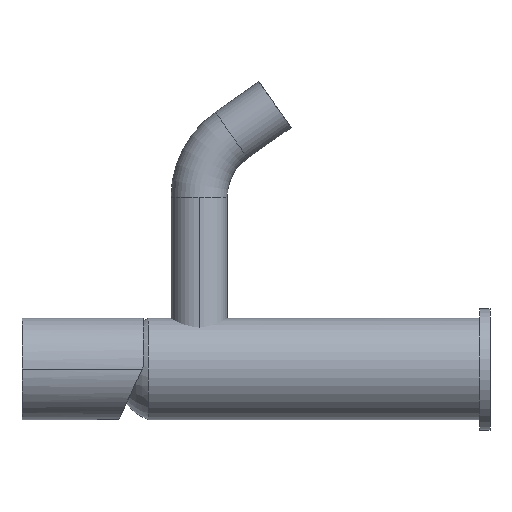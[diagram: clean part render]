
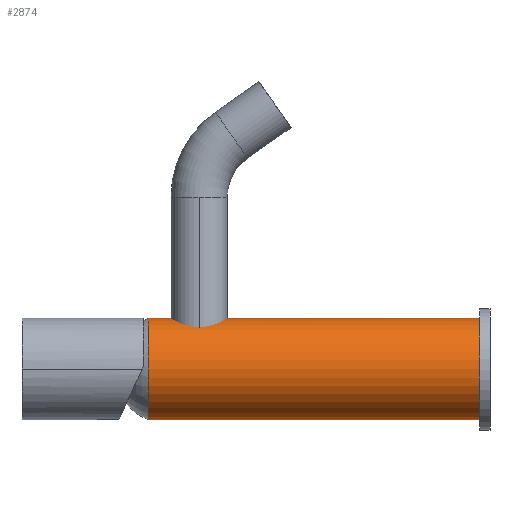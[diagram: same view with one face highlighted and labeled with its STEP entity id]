
A CAD part, left-side view. The second image highlights one B-rep face of the part: STEP entity #2874.
In plain terms, the highlighted cylindrical face has radius 20 mm (diameter 40 mm), a partial arc.
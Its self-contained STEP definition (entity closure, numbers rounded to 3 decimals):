
#859 = ORIENTED_EDGE ( 'NONE', *, *, #46268, .T. ) ;
#1391 = CARTESIAN_POINT ( 'NONE',  ( 0., 135., 0. ) ) ;
#1857 = AXIS2_PLACEMENT_3D ( 'NONE', #11133, #41209, #15443 ) ;
#2142 = CARTESIAN_POINT ( 'NONE',  ( -3.765, 107.793, 19.645 ) ) ;
#2172 = LINE ( 'NONE', #45256, #12174 ) ;
#2331 = CARTESIAN_POINT ( 'NONE',  ( -5.813, 115.272, 19.137 ) ) ;
#2501 = CARTESIAN_POINT ( 'NONE',  ( -2.862, 119.213, 19.795 ) ) ;
#2874 = ADVANCED_FACE ( 'NONE', ( #14910 ), #13571, .T. ) ;
#2993 = VERTEX_POINT ( 'NONE', #30243 ) ;
#3057 = B_SPLINE_CURVE_WITH_KNOTS ( 'NONE', 3,
 ( #10518, #40620, #14855, #44938, #19191, #49259, #23517, #53593, #27838, #2142, #32185, #6442, #36490, #10702, #40791, #15046, #45117, #19364, #49432, #23704, #53769, #28016, #2331, #32357, #6617, #36666, #10901, #40968, #15217, #45315, #19550, #49608, #23877, #53955, #28212, #2501, #32534, #6805, #36850, #11091, #41163, #15403, #45504, #19737 ),
 .UNSPECIFIED., .F., .F.,
 ( 4, 2, 2, 2, 2, 2, 2, 2, 2, 2, 2, 2, 2, 2, 2, 2, 2, 2, 2, 2, 2, 4 ),
 ( 0., 0.001, 0.002, 0.003, 0.004, 0.005, 0.006, 0.008, 0.009, 0.01, 0.011, 0.013, 0.013, 0.014, 0.015, 0.016, 0.017, 0.017, 0.018, 0.019, 0.02, 0.02 ),
 .UNSPECIFIED. ) ;
#3765 = CARTESIAN_POINT ( 'NONE',  ( 0., 0., 0. ) ) ;
#5038 = EDGE_CURVE ( 'NONE', #44774, #32343, #30227, .T. ) ;
#5710 = DIRECTION ( 'NONE',  ( 0., 0., -1. ) ) ;
#5845 = ORIENTED_EDGE ( 'NONE', *, *, #5038, .F. ) ;
#6232 = CIRCLE ( 'NONE', #44596, 20. ) ;
#6442 = CARTESIAN_POINT ( 'NONE',  ( -4.558, 108.777, 19.476 ) ) ;
#6464 = VERTEX_POINT ( 'NONE', #9402 ) ;
#6617 = CARTESIAN_POINT ( 'NONE',  ( -5.554, 116.084, 19.213 ) ) ;
#6805 = CARTESIAN_POINT ( 'NONE',  ( -2.091, 119.574, 19.894 ) ) ;
#7793 = CARTESIAN_POINT ( 'NONE',  ( 0., 0., -20. ) ) ;
#9402 = CARTESIAN_POINT ( 'NONE',  ( 0., 135., 20. ) ) ;
#10518 = CARTESIAN_POINT ( 'NONE',  ( 0., 106.072, 20. ) ) ;
#10702 = CARTESIAN_POINT ( 'NONE',  ( -5.185, 109.883, 19.317 ) ) ;
#10901 = CARTESIAN_POINT ( 'NONE',  ( -5.301, 116.667, 19.285 ) ) ;
#11091 = CARTESIAN_POINT ( 'NONE',  ( -1.063, 119.839, 19.973 ) ) ;
#11133 = CARTESIAN_POINT ( 'NONE',  ( 0., 0., 0. ) ) ;
#11578 = ORIENTED_EDGE ( 'NONE', *, *, #25934, .T. ) ;
#12061 = DIRECTION ( 'NONE',  ( 0., -1., 0. ) ) ;
#12174 = VECTOR ( 'NONE', #23817, 1000. ) ;
#12437 = VECTOR ( 'NONE', #12061, 1000. ) ;
#12708 = VECTOR ( 'NONE', #32368, 1000. ) ;
#13571 = CYLINDRICAL_SURFACE ( 'NONE', #30090, 20. ) ;
#14855 = CARTESIAN_POINT ( 'NONE',  ( -0.851, 106.133, 19.986 ) ) ;
#14910 = FACE_OUTER_BOUND ( 'NONE', #16716, .T. ) ;
#15046 = CARTESIAN_POINT ( 'NONE',  ( -5.64, 111.071, 19.189 ) ) ;
#15217 = CARTESIAN_POINT ( 'NONE',  ( -4.766, 117.568, 19.426 ) ) ;
#15403 = CARTESIAN_POINT ( 'NONE',  ( -0.425, 119.917, 19.997 ) ) ;
#15443 = DIRECTION ( 'NONE',  ( 0., 0., -1. ) ) ;
#16638 = DIRECTION ( 'NONE',  ( 0., -1., 0. ) ) ;
#16716 = EDGE_LOOP ( 'NONE', ( #24031, #11578, #31763, #25549, #5845, #859 ) ) ;
#18797 = EDGE_CURVE ( 'NONE', #43681, #46078, #46748, .T. ) ;
#19191 = CARTESIAN_POINT ( 'NONE',  ( -1.668, 106.38, 19.931 ) ) ;
#19364 = CARTESIAN_POINT ( 'NONE',  ( -5.919, 112.313, 19.104 ) ) ;
#19550 = CARTESIAN_POINT ( 'NONE',  ( -4.205, 118.205, 19.554 ) ) ;
#19561 = CARTESIAN_POINT ( 'NONE',  ( 0., 0., 20. ) ) ;
#19737 = CARTESIAN_POINT ( 'NONE',  ( 0., 119.928, 20. ) ) ;
#23517 = CARTESIAN_POINT ( 'NONE',  ( -2.249, 106.646, 19.874 ) ) ;
#23704 = CARTESIAN_POINT ( 'NONE',  ( -6.011, 113.581, 19.075 ) ) ;
#23817 = DIRECTION ( 'NONE',  ( 0., -1., 0. ) ) ;
#23877 = CARTESIAN_POINT ( 'NONE',  ( -3.737, 118.628, 19.648 ) ) ;
#24031 = ORIENTED_EDGE ( 'NONE', *, *, #30435, .F. ) ;
#25549 = ORIENTED_EDGE ( 'NONE', *, *, #44243, .F. ) ;
#25615 = CIRCLE ( 'NONE', #1857, 20. ) ;
#25934 = EDGE_CURVE ( 'NONE', #6464, #43681, #6232, .T. ) ;
#27838 = CARTESIAN_POINT ( 'NONE',  ( -3.142, 107.223, 19.754 ) ) ;
#28016 = CARTESIAN_POINT ( 'NONE',  ( -5.898, 114.857, 19.111 ) ) ;
#28212 = CARTESIAN_POINT ( 'NONE',  ( -3.226, 118.997, 19.739 ) ) ;
#29463 = CARTESIAN_POINT ( 'NONE',  ( 0., 135., -20. ) ) ;
#30090 = AXIS2_PLACEMENT_3D ( 'NONE', #3765, #16638, #33601 ) ;
#30227 = LINE ( 'NONE', #19561, #12708 ) ;
#30243 = CARTESIAN_POINT ( 'NONE',  ( 0., 119.928, 20. ) ) ;
#30435 = EDGE_CURVE ( 'NONE', #6464, #2993, #2172, .T. ) ;
#31430 = DIRECTION ( 'NONE',  ( 0., -1., 0. ) ) ;
#31763 = ORIENTED_EDGE ( 'NONE', *, *, #18797, .T. ) ;
#32185 = CARTESIAN_POINT ( 'NONE',  ( -4.047, 108.105, 19.588 ) ) ;
#32343 = VERTEX_POINT ( 'NONE', #44767 ) ;
#32357 = CARTESIAN_POINT ( 'NONE',  ( -5.627, 115.882, 19.192 ) ) ;
#32368 = DIRECTION ( 'NONE',  ( 0., -1., 0. ) ) ;
#32534 = CARTESIAN_POINT ( 'NONE',  ( -2.671, 119.312, 19.822 ) ) ;
#33601 = DIRECTION ( 'NONE',  ( 0., 0., -1. ) ) ;
#35742 = CARTESIAN_POINT ( 'NONE',  ( 0., 106.072, 20. ) ) ;
#36490 = CARTESIAN_POINT ( 'NONE',  ( -4.787, 109.138, 19.42 ) ) ;
#36666 = CARTESIAN_POINT ( 'NONE',  ( -5.391, 116.477, 19.26 ) ) ;
#36850 = CARTESIAN_POINT ( 'NONE',  ( -1.689, 119.705, 19.933 ) ) ;
#40620 = CARTESIAN_POINT ( 'NONE',  ( -0.432, 106.072, 20. ) ) ;
#40791 = CARTESIAN_POINT ( 'NONE',  ( -5.355, 110.27, 19.27 ) ) ;
#40968 = CARTESIAN_POINT ( 'NONE',  ( -5.001, 117.221, 19.366 ) ) ;
#41163 = CARTESIAN_POINT ( 'NONE',  ( -0.85, 119.873, 19.983 ) ) ;
#41209 = DIRECTION ( 'NONE',  ( 0., -1., 0. ) ) ;
#43681 = VERTEX_POINT ( 'NONE', #29463 ) ;
#44243 = EDGE_CURVE ( 'NONE', #32343, #46078, #25615, .T. ) ;
#44596 = AXIS2_PLACEMENT_3D ( 'NONE', #1391, #31430, #5710 ) ;
#44767 = CARTESIAN_POINT ( 'NONE',  ( 0., 0., 20. ) ) ;
#44774 = VERTEX_POINT ( 'NONE', #35742 ) ;
#44938 = CARTESIAN_POINT ( 'NONE',  ( -1.465, 106.308, 19.947 ) ) ;
#45117 = CARTESIAN_POINT ( 'NONE',  ( -5.754, 111.484, 19.154 ) ) ;
#45256 = CARTESIAN_POINT ( 'NONE',  ( 0., 0., 20. ) ) ;
#45315 = CARTESIAN_POINT ( 'NONE',  ( -4.352, 118.051, 19.521 ) ) ;
#45504 = CARTESIAN_POINT ( 'NONE',  ( -0.212, 119.928, 20. ) ) ;
#46078 = VERTEX_POINT ( 'NONE', #48142 ) ;
#46268 = EDGE_CURVE ( 'NONE', #44774, #2993, #3057, .T. ) ;
#46748 = LINE ( 'NONE', #7793, #12437 ) ;
#48142 = CARTESIAN_POINT ( 'NONE',  ( 0., 0., -20. ) ) ;
#49259 = CARTESIAN_POINT ( 'NONE',  ( -2.06, 106.549, 19.895 ) ) ;
#49432 = CARTESIAN_POINT ( 'NONE',  ( -5.972, 112.732, 19.088 ) ) ;
#49608 = CARTESIAN_POINT ( 'NONE',  ( -3.898, 118.494, 19.617 ) ) ;
#53593 = CARTESIAN_POINT ( 'NONE',  ( -2.798, 106.965, 19.807 ) ) ;
#53769 = CARTESIAN_POINT ( 'NONE',  ( -5.997, 114.013, 19.08 ) ) ;
#53955 = CARTESIAN_POINT ( 'NONE',  ( -3.401, 118.88, 19.709 ) ) ;
